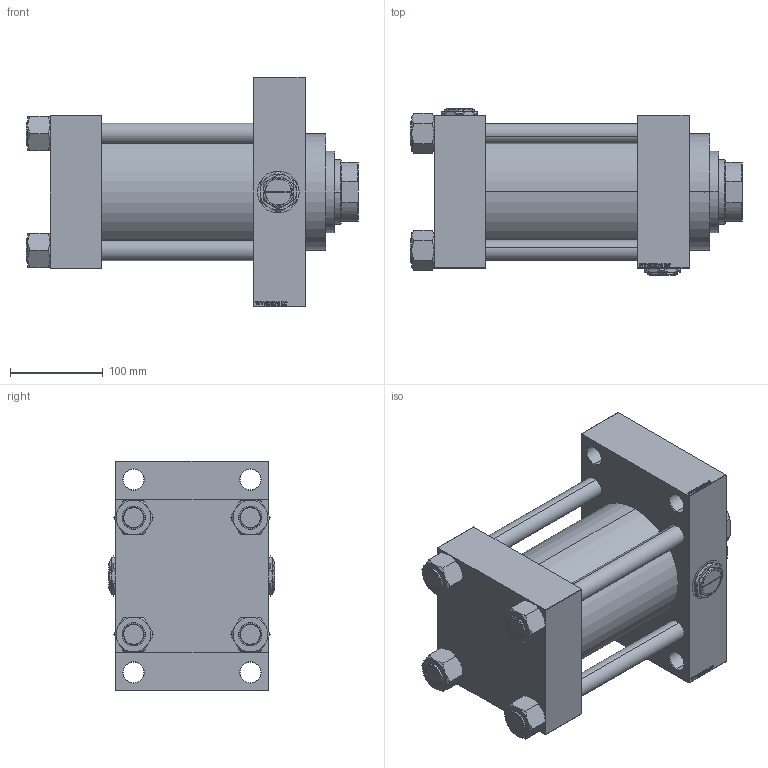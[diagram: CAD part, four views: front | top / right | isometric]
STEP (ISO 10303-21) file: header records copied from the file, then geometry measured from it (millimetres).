
FILE_DESCRIPTION (( 'STEP AP203' ), '1' );
FILE_NAME ('d278.STEP', '2022-04-15T21:59:12', ( '' ), ( '' ), 'SwSTEP 2.0', 'SolidWorks 2019', '' );
FILE_SCHEMA (( 'CONFIG_CONTROL_DESIGN' ));
Length unit declared in the file: millimetre
Products named in the file (7): NUT_M5_D e2d01573eb568b548c2317185234504b; Zatka_pro_OIL_PORT e2d01573eb568b548c2317185234504b; d278; V215CR_D_TYCINKA e2d01573eb568b548c2317185234504b; V215_VC_A e2d01573eb568b548c2317185234504b; V215CR_VCP_D e2d01573eb568b548c2317185234504b; V215CR_D_Body e2d01573eb568b548c2317185234504b
Assembly tree (13 placements, depth 2):
  d278
    V215CR_D_Body e2d01573eb568b548c2317185234504b
    V215CR_VCP_D e2d01573eb568b548c2317185234504b
    NUT_M5_D e2d01573eb568b548c2317185234504b  x4
    V215CR_D_TYCINKA e2d01573eb568b548c2317185234504b  x4
    V215_VC_A e2d01573eb568b548c2317185234504b
    Zatka_pro_OIL_PORT e2d01573eb568b548c2317185234504b  x2
Bounding box: 358 x 179 x 247 mm (x, y, z)
Volume: 5588050 mm3; surface area: 648821.2 mm2
Topology: 13 solids, 13 shells, 1239 faces, 3110 edges, 2013 vertices
Faces by surface type: plane 590, bspline 368, cone 182, cylinder 91, torus 8
Entity records: 49409 total; most frequent: CARTESIAN_POINT 25761, ORIENTED_EDGE 5292, DIRECTION 3468, EDGE_CURVE 2646, VERTEX_POINT 1733, VECTOR 1552, LINE 1552, EDGE_LOOP 1175
